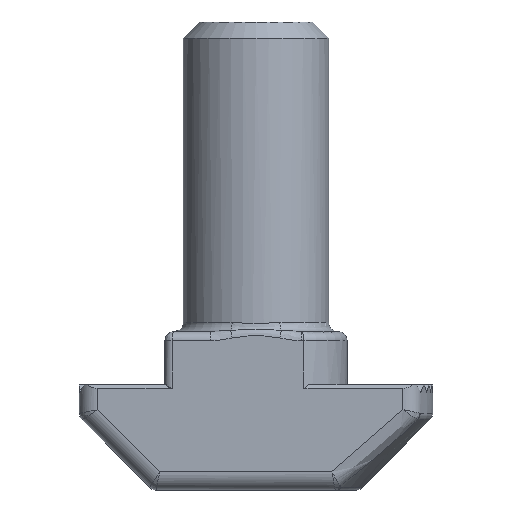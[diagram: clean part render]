
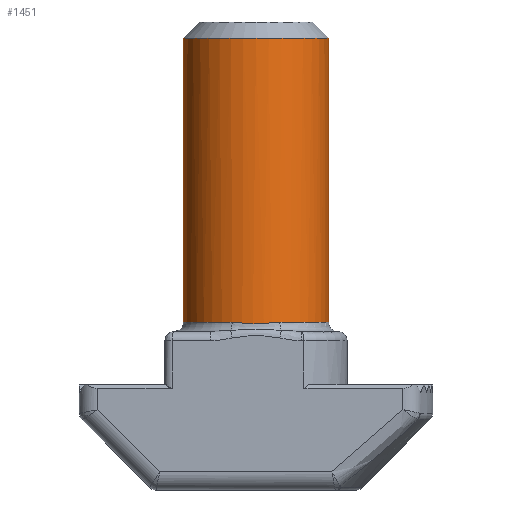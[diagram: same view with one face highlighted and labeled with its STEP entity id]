
A CAD part, front view. The second image highlights one B-rep face of the part: STEP entity #1451.
In plain terms, the highlighted cylindrical face has radius 4 mm (diameter 8 mm), a partial arc.
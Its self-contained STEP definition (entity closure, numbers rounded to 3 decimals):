
#25 = CARTESIAN_POINT ( 'NONE',  ( 4., 0., 25.7 ) ) ;
#82 = VECTOR ( 'NONE', #669, 1000. ) ;
#93 = DIRECTION ( 'NONE',  ( 0., 0., -1. ) ) ;
#138 = VERTEX_POINT ( 'NONE', #4157 ) ;
#298 = CARTESIAN_POINT ( 'NONE',  ( -4., 0., 25.7 ) ) ;
#304 = B_SPLINE_CURVE_WITH_KNOTS ( 'NONE', 3,
 ( #1928, #3865, #1859, #1845, #1831, #1525, #1511, #1498, #1484, #1306 ),
 .UNSPECIFIED., .F., .F.,
 ( 4, 2, 2, 2, 4 ),
 ( 0., 0.001, 0.001, 0.002, 0.003 ),
 .UNSPECIFIED. ) ;
#423 = DIRECTION ( 'NONE',  ( -1., 0., 0. ) ) ;
#647 = AXIS2_PLACEMENT_3D ( 'NONE', #3694, #1522, #4086 ) ;
#669 = DIRECTION ( 'NONE',  ( 0., 0., -1. ) ) ;
#700 = ORIENTED_EDGE ( 'NONE', *, *, #1185, .F. ) ;
#748 = CARTESIAN_POINT ( 'NONE',  ( 0., 0., 25.7 ) ) ;
#975 = AXIS2_PLACEMENT_3D ( 'NONE', #2817, #2753, #2470 ) ;
#995 = VERTEX_POINT ( 'NONE', #3027 ) ;
#1185 = EDGE_CURVE ( 'NONE', #138, #995, #4164, .T. ) ;
#1214 = CIRCLE ( 'NONE', #3399, 4. ) ;
#1234 = CIRCLE ( 'NONE', #647, 4. ) ;
#1306 = CARTESIAN_POINT ( 'NONE',  ( 1.315, -3.778, 9.2 ) ) ;
#1311 = VERTEX_POINT ( 'NONE', #4550 ) ;
#1382 = EDGE_CURVE ( 'NONE', #4432, #1311, #304, .T. ) ;
#1451 = ADVANCED_FACE ( 'NONE', ( #4351 ), #2234, .T. ) ;
#1484 = CARTESIAN_POINT ( 'NONE',  ( 1.102, -3.852, 9.2 ) ) ;
#1498 = CARTESIAN_POINT ( 'NONE',  ( 0.885, -3.907, 9.18 ) ) ;
#1511 = CARTESIAN_POINT ( 'NONE',  ( 0.447, -3.981, 9.147 ) ) ;
#1522 = DIRECTION ( 'NONE',  ( 0., 0., 1. ) ) ;
#1525 = CARTESIAN_POINT ( 'NONE',  ( 0.226, -4., 9.133 ) ) ;
#1534 = ORIENTED_EDGE ( 'NONE', *, *, #1821, .T. ) ;
#1549 = DIRECTION ( 'NONE',  ( 1., 0., 0. ) ) ;
#1689 = VECTOR ( 'NONE', #2339, 1000. ) ;
#1816 = AXIS2_PLACEMENT_3D ( 'NONE', #748, #93, #423 ) ;
#1819 = DIRECTION ( 'NONE',  ( 0., 0., 1. ) ) ;
#1821 = EDGE_CURVE ( 'NONE', #1311, #995, #1214, .T. ) ;
#1831 = CARTESIAN_POINT ( 'NONE',  ( -0.222, -4., 9.133 ) ) ;
#1833 = CARTESIAN_POINT ( 'NONE',  ( 0., 0., 9.2 ) ) ;
#1845 = CARTESIAN_POINT ( 'NONE',  ( -0.447, -3.981, 9.147 ) ) ;
#1859 = CARTESIAN_POINT ( 'NONE',  ( -0.886, -3.907, 9.18 ) ) ;
#1928 = CARTESIAN_POINT ( 'NONE',  ( -1.315, -3.778, 9.2 ) ) ;
#1989 = VERTEX_POINT ( 'NONE', #3989 ) ;
#2220 = EDGE_LOOP ( 'NONE', ( #700, #2324, #3424, #3352, #3262, #1534 ) ) ;
#2227 = CARTESIAN_POINT ( 'NONE',  ( -1.315, -3.778, 9.2 ) ) ;
#2234 = CYLINDRICAL_SURFACE ( 'NONE', #1816, 4. ) ;
#2324 = ORIENTED_EDGE ( 'NONE', *, *, #2497, .T. ) ;
#2339 = DIRECTION ( 'NONE',  ( 0., 0., -1. ) ) ;
#2396 = CARTESIAN_POINT ( 'NONE',  ( -4., 0., 9.2 ) ) ;
#2470 = DIRECTION ( 'NONE',  ( 1., 0., 0. ) ) ;
#2497 = EDGE_CURVE ( 'NONE', #138, #1989, #4022, .T. ) ;
#2506 = VERTEX_POINT ( 'NONE', #2396 ) ;
#2753 = DIRECTION ( 'NONE',  ( 0., 0., -1. ) ) ;
#2817 = CARTESIAN_POINT ( 'NONE',  ( 0., 0., 24.8 ) ) ;
#3027 = CARTESIAN_POINT ( 'NONE',  ( 4., 0., 9.2 ) ) ;
#3262 = ORIENTED_EDGE ( 'NONE', *, *, #1382, .T. ) ;
#3352 = ORIENTED_EDGE ( 'NONE', *, *, #4426, .T. ) ;
#3399 = AXIS2_PLACEMENT_3D ( 'NONE', #1833, #1819, #1549 ) ;
#3424 = ORIENTED_EDGE ( 'NONE', *, *, #4790, .T. ) ;
#3694 = CARTESIAN_POINT ( 'NONE',  ( 0., 0., 9.2 ) ) ;
#3865 = CARTESIAN_POINT ( 'NONE',  ( -1.101, -3.852, 9.2 ) ) ;
#3876 = LINE ( 'NONE', #298, #82 ) ;
#3989 = CARTESIAN_POINT ( 'NONE',  ( -4., 0., 24.8 ) ) ;
#4022 = CIRCLE ( 'NONE', #975, 4. ) ;
#4086 = DIRECTION ( 'NONE',  ( 1., 0., 0. ) ) ;
#4157 = CARTESIAN_POINT ( 'NONE',  ( 4., 0., 24.8 ) ) ;
#4164 = LINE ( 'NONE', #25, #1689 ) ;
#4351 = FACE_OUTER_BOUND ( 'NONE', #2220, .T. ) ;
#4426 = EDGE_CURVE ( 'NONE', #2506, #4432, #1234, .T. ) ;
#4432 = VERTEX_POINT ( 'NONE', #2227 ) ;
#4550 = CARTESIAN_POINT ( 'NONE',  ( 1.315, -3.778, 9.2 ) ) ;
#4790 = EDGE_CURVE ( 'NONE', #1989, #2506, #3876, .T. ) ;
